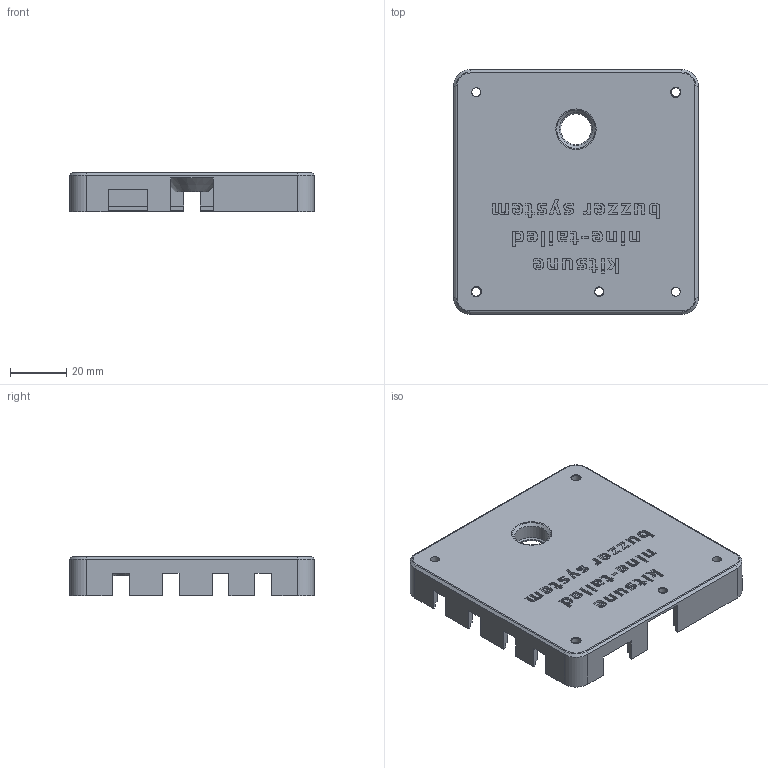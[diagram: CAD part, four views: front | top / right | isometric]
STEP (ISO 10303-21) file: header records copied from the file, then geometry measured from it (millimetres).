
FILE_DESCRIPTION(/* description */ (''),/* implementation_level */ '2;1');
FILE_NAME(/* name */ 'Motherbuzz top.step',/* time_stamp */ '2024-10-31T23:45:57Z',/* author */ (''),/* organization */ (''),/* preprocessor_version */ 'ST-DEVELOPER v20',/* originating_system */ 'Autodesk Translation Framework v13.20.0.188',/* authorisation */ '');
FILE_SCHEMA (('AUTOMOTIVE_DESIGN { 1 0 10303 214 3 1 1 }'));
Length unit declared in the file: millimetre
Products named in the file (1): Motherbuzz top
Bounding box: 87.28 x 87.28 x 14 mm (x, y, z)
Volume: 23018.1 mm3; surface area: 23271.5 mm2
Topology: 1 solids, 1 shells, 755 faces, 2109 edges, 1395 vertices
Faces by surface type: plane 414, bspline 303, cylinder 19, cone 19
Full cylindrical faces by diameter (mm): 3 x1, 3.2 x4, 11 x1, 12 x1
Entity records: 26829 total; most frequent: CARTESIAN_POINT 9411, ORIENTED_EDGE 4218, DIRECTION 2472, EDGE_CURVE 2109, LINE 1440, VECTOR 1440, VERTEX_POINT 1395, EDGE_LOOP 806
